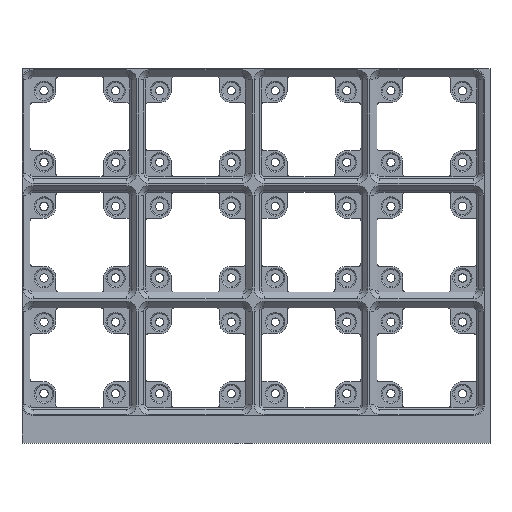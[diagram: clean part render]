
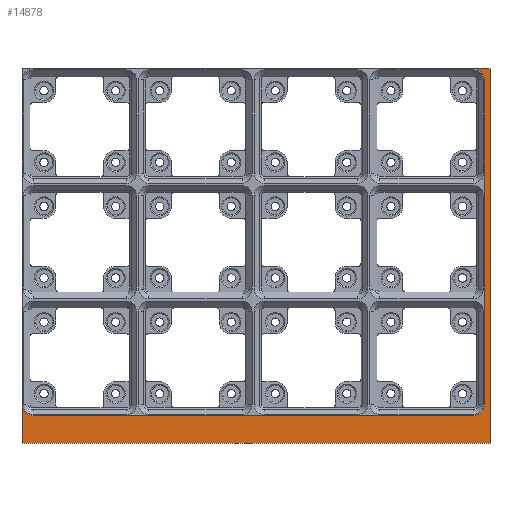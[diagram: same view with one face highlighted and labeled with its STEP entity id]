
A CAD part, top view. The second image highlights one B-rep face of the part: STEP entity #14878.
In plain terms, the highlighted planar face has unit normal (0, 0, 1).
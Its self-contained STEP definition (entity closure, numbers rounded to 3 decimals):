
#32 = VERTEX_POINT('',#33);
#33 = CARTESIAN_POINT('',(332.,126.,4.25));
#3597 = VERTEX_POINT('',#3598);
#3598 = CARTESIAN_POINT('',(168.,4.,4.25));
#3604 = EDGE_CURVE('',#3605,#3597,#3607,.T.);
#3605 = VERTEX_POINT('',#3606);
#3606 = CARTESIAN_POINT('',(172.,0.,4.25));
#3607 = CIRCLE('',#3608,4.);
#3608 = AXIS2_PLACEMENT_3D('',#3609,#3610,#3611);
#3609 = CARTESIAN_POINT('',(172.,4.,4.25));
#3610 = DIRECTION('',(0.,0.,-1.));
#3611 = DIRECTION('',(0.,-1.,-0.));
#3613 = EDGE_CURVE('',#3614,#3605,#3616,.T.);
#3614 = VERTEX_POINT('',#3615);
#3615 = CARTESIAN_POINT('',(332.,0.,4.25));
#3616 = LINE('',#3617,#3618);
#3617 = CARTESIAN_POINT('',(332.,0.,4.25));
#3618 = VECTOR('',#3619,1.);
#3619 = DIRECTION('',(-1.,0.,0.));
#3621 = EDGE_CURVE('',#3622,#3614,#3624,.T.);
#3622 = VERTEX_POINT('',#3623);
#3623 = CARTESIAN_POINT('',(336.,4.,4.25));
#3624 = CIRCLE('',#3625,4.);
#3625 = AXIS2_PLACEMENT_3D('',#3626,#3627,#3628);
#3626 = CARTESIAN_POINT('',(332.,4.,4.25));
#3627 = DIRECTION('',(0.,0.,-1.));
#3628 = DIRECTION('',(1.,0.,0.));
#3630 = EDGE_CURVE('',#3631,#3622,#3633,.T.);
#3631 = VERTEX_POINT('',#3632);
#3632 = CARTESIAN_POINT('',(336.,122.,4.25));
#3633 = LINE('',#3634,#3635);
#3634 = CARTESIAN_POINT('',(336.,122.,4.25));
#3635 = VECTOR('',#3636,1.);
#3636 = DIRECTION('',(0.,-1.,0.));
#3638 = EDGE_CURVE('',#32,#3631,#3639,.T.);
#3639 = CIRCLE('',#3640,4.);
#3640 = AXIS2_PLACEMENT_3D('',#3641,#3642,#3643);
#3641 = CARTESIAN_POINT('',(332.,122.,4.25));
#3642 = DIRECTION('',(0.,0.,-1.));
#3643 = DIRECTION('',(0.,1.,0.));
#4497 = VERTEX_POINT('',#4498);
#4498 = CARTESIAN_POINT('',(338.,126.,4.25));
#4504 = EDGE_CURVE('',#4497,#32,#4505,.T.);
#4505 = LINE('',#4506,#4507);
#4506 = CARTESIAN_POINT('',(338.,126.,4.25));
#4507 = VECTOR('',#4508,1.);
#4508 = DIRECTION('',(-1.,0.,0.));
#14878 = ADVANCED_FACE('',(#14879),#14917,.T.);
#14879 = FACE_BOUND('',#14880,.F.);
#14880 = EDGE_LOOP('',(#14881,#14889,#14890,#14891,#14892,#14893,#14894,
    #14895,#14903,#14911));
#14881 = ORIENTED_EDGE('',*,*,#14882,.T.);
#14882 = EDGE_CURVE('',#14883,#3597,#14885,.T.);
#14883 = VERTEX_POINT('',#14884);
#14884 = CARTESIAN_POINT('',(168.,0.,4.25));
#14885 = LINE('',#14886,#14887);
#14886 = CARTESIAN_POINT('',(168.,0.,4.25));
#14887 = VECTOR('',#14888,1.);
#14888 = DIRECTION('',(0.,1.,0.));
#14889 = ORIENTED_EDGE('',*,*,#3604,.F.);
#14890 = ORIENTED_EDGE('',*,*,#3613,.F.);
#14891 = ORIENTED_EDGE('',*,*,#3621,.F.);
#14892 = ORIENTED_EDGE('',*,*,#3630,.F.);
#14893 = ORIENTED_EDGE('',*,*,#3638,.F.);
#14894 = ORIENTED_EDGE('',*,*,#4504,.F.);
#14895 = ORIENTED_EDGE('',*,*,#14896,.F.);
#14896 = EDGE_CURVE('',#14897,#4497,#14899,.T.);
#14897 = VERTEX_POINT('',#14898);
#14898 = CARTESIAN_POINT('',(338.,-10.,4.25));
#14899 = LINE('',#14900,#14901);
#14900 = CARTESIAN_POINT('',(338.,-10.,4.25));
#14901 = VECTOR('',#14902,1.);
#14902 = DIRECTION('',(0.,1.,0.));
#14903 = ORIENTED_EDGE('',*,*,#14904,.F.);
#14904 = EDGE_CURVE('',#14905,#14897,#14907,.T.);
#14905 = VERTEX_POINT('',#14906);
#14906 = CARTESIAN_POINT('',(168.,-10.,4.25));
#14907 = LINE('',#14908,#14909);
#14908 = CARTESIAN_POINT('',(168.,-10.,4.25));
#14909 = VECTOR('',#14910,1.);
#14910 = DIRECTION('',(1.,0.,0.));
#14911 = ORIENTED_EDGE('',*,*,#14912,.F.);
#14912 = EDGE_CURVE('',#14883,#14905,#14913,.T.);
#14913 = LINE('',#14914,#14915);
#14914 = CARTESIAN_POINT('',(168.,0.,4.25));
#14915 = VECTOR('',#14916,1.);
#14916 = DIRECTION('',(0.,-1.,0.));
#14917 = PLANE('',#14918);
#14918 = AXIS2_PLACEMENT_3D('',#14919,#14920,#14921);
#14919 = CARTESIAN_POINT('',(284.089,26.539,4.25));
#14920 = DIRECTION('',(0.,0.,1.));
#14921 = DIRECTION('',(1.,0.,0.));
